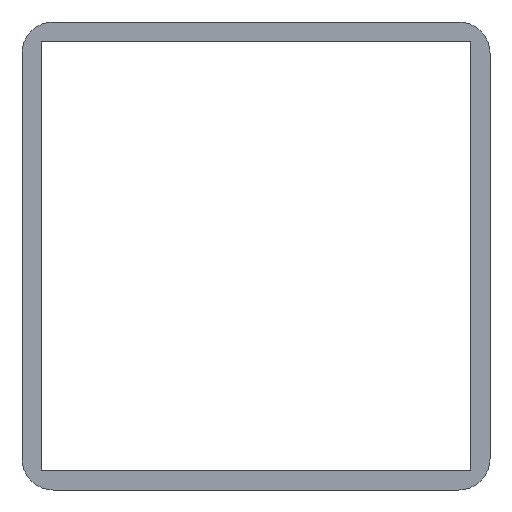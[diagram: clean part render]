
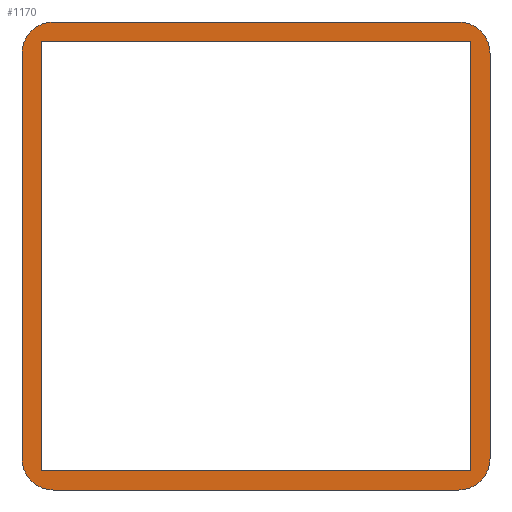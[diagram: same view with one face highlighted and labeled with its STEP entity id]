
A CAD part, front view. The second image highlights one B-rep face of the part: STEP entity #1170.
In plain terms, the highlighted planar face has unit normal (0, -1, 0).
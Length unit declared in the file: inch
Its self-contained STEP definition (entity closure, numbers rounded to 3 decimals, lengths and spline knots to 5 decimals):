
#16=FACE_BOUND('',#196,.T.);
#98=PLANE('',#1306);
#140=FACE_OUTER_BOUND('',#195,.T.);
#195=EDGE_LOOP('',(#921,#922,#923,#924,#925,#926,#927,#928));
#196=EDGE_LOOP('',(#929,#930,#931,#932));
#337=LINE('',#1924,#405);
#338=LINE('',#1928,#406);
#339=LINE('',#1932,#407);
#340=LINE('',#1935,#408);
#341=LINE('',#1938,#409);
#342=LINE('',#1940,#410);
#343=LINE('',#1942,#411);
#344=LINE('',#1943,#412);
#405=VECTOR('',#1595,0.3937);
#406=VECTOR('',#1598,0.3937);
#407=VECTOR('',#1601,0.3937);
#408=VECTOR('',#1604,0.3937);
#409=VECTOR('',#1605,0.3937);
#410=VECTOR('',#1606,0.3937);
#411=VECTOR('',#1607,0.3937);
#412=VECTOR('',#1608,0.3937);
#501=CIRCLE('',#1307,0.2);
#502=CIRCLE('',#1308,0.2);
#503=CIRCLE('',#1309,0.2);
#504=CIRCLE('',#1310,0.2);
#597=VERTEX_POINT('',#1920);
#598=VERTEX_POINT('',#1921);
#599=VERTEX_POINT('',#1923);
#600=VERTEX_POINT('',#1925);
#601=VERTEX_POINT('',#1927);
#602=VERTEX_POINT('',#1929);
#603=VERTEX_POINT('',#1931);
#604=VERTEX_POINT('',#1933);
#605=VERTEX_POINT('',#1936);
#606=VERTEX_POINT('',#1937);
#607=VERTEX_POINT('',#1939);
#608=VERTEX_POINT('',#1941);
#733=EDGE_CURVE('',#597,#598,#501,.T.);
#734=EDGE_CURVE('',#597,#599,#337,.T.);
#735=EDGE_CURVE('',#600,#599,#502,.T.);
#736=EDGE_CURVE('',#600,#601,#338,.T.);
#737=EDGE_CURVE('',#602,#601,#503,.T.);
#738=EDGE_CURVE('',#602,#603,#339,.T.);
#739=EDGE_CURVE('',#604,#603,#504,.T.);
#740=EDGE_CURVE('',#604,#598,#340,.T.);
#741=EDGE_CURVE('',#605,#606,#341,.T.);
#742=EDGE_CURVE('',#606,#607,#342,.T.);
#743=EDGE_CURVE('',#607,#608,#343,.T.);
#744=EDGE_CURVE('',#608,#605,#344,.T.);
#921=ORIENTED_EDGE('',*,*,#733,.F.);
#922=ORIENTED_EDGE('',*,*,#734,.T.);
#923=ORIENTED_EDGE('',*,*,#735,.F.);
#924=ORIENTED_EDGE('',*,*,#736,.T.);
#925=ORIENTED_EDGE('',*,*,#737,.F.);
#926=ORIENTED_EDGE('',*,*,#738,.T.);
#927=ORIENTED_EDGE('',*,*,#739,.F.);
#928=ORIENTED_EDGE('',*,*,#740,.T.);
#929=ORIENTED_EDGE('',*,*,#741,.T.);
#930=ORIENTED_EDGE('',*,*,#742,.T.);
#931=ORIENTED_EDGE('',*,*,#743,.T.);
#932=ORIENTED_EDGE('',*,*,#744,.T.);
#1170=ADVANCED_FACE('',(#140,#16),#98,.T.);
#1306=AXIS2_PLACEMENT_3D('',#1919,#1591,#1592);
#1307=AXIS2_PLACEMENT_3D('',#1922,#1593,#1594);
#1308=AXIS2_PLACEMENT_3D('',#1926,#1596,#1597);
#1309=AXIS2_PLACEMENT_3D('',#1930,#1599,#1600);
#1310=AXIS2_PLACEMENT_3D('',#1934,#1602,#1603);
#1591=DIRECTION('center_axis',(0.,-1.,0.));
#1592=DIRECTION('ref_axis',(0.,0.,-1.));
#1593=DIRECTION('center_axis',(0.,1.,0.));
#1594=DIRECTION('ref_axis',(-0.707,0.,-0.707));
#1595=DIRECTION('',(1.,0.,0.));
#1596=DIRECTION('center_axis',(0.,1.,0.));
#1597=DIRECTION('ref_axis',(0.707,0.,-0.707));
#1598=DIRECTION('',(0.,0.,1.));
#1599=DIRECTION('center_axis',(0.,1.,0.));
#1600=DIRECTION('ref_axis',(0.707,0.,0.707));
#1601=DIRECTION('',(-1.,0.,0.));
#1602=DIRECTION('center_axis',(0.,1.,0.));
#1603=DIRECTION('ref_axis',(-0.707,0.,0.707));
#1604=DIRECTION('',(0.,0.,-1.));
#1605=DIRECTION('',(1.,0.,0.));
#1606=DIRECTION('',(0.,0.,-1.));
#1607=DIRECTION('',(-1.,0.,0.));
#1608=DIRECTION('',(0.,0.,1.));
#1919=CARTESIAN_POINT('Origin',(1.4315,-30.04474,1.5));
#1920=CARTESIAN_POINT('',(0.1315,-30.04474,0.));
#1921=CARTESIAN_POINT('',(-0.0685,-30.04474,0.2));
#1922=CARTESIAN_POINT('Origin',(0.1315,-30.04474,0.2));
#1923=CARTESIAN_POINT('',(2.7315,-30.04474,0.));
#1924=CARTESIAN_POINT('',(-0.0685,-30.04474,0.));
#1925=CARTESIAN_POINT('',(2.9315,-30.04474,0.2));
#1926=CARTESIAN_POINT('Origin',(2.7315,-30.04474,0.2));
#1927=CARTESIAN_POINT('',(2.9315,-30.04474,2.8));
#1928=CARTESIAN_POINT('',(2.9315,-30.04474,0.));
#1929=CARTESIAN_POINT('',(2.7315,-30.04474,3.));
#1930=CARTESIAN_POINT('Origin',(2.7315,-30.04474,2.8));
#1931=CARTESIAN_POINT('',(0.1315,-30.04474,3.));
#1932=CARTESIAN_POINT('',(2.9315,-30.04474,3.));
#1933=CARTESIAN_POINT('',(-0.0685,-30.04474,2.8));
#1934=CARTESIAN_POINT('Origin',(0.1315,-30.04474,2.8));
#1935=CARTESIAN_POINT('',(-0.0685,-30.04474,3.));
#1936=CARTESIAN_POINT('',(0.0565,-30.04474,2.875));
#1937=CARTESIAN_POINT('',(2.8065,-30.04474,2.875));
#1938=CARTESIAN_POINT('',(2.8065,-30.04474,2.875));
#1939=CARTESIAN_POINT('',(2.8065,-30.04474,0.125));
#1940=CARTESIAN_POINT('',(2.8065,-30.04474,0.125));
#1941=CARTESIAN_POINT('',(0.0565,-30.04474,0.125));
#1942=CARTESIAN_POINT('',(0.0565,-30.04474,0.125));
#1943=CARTESIAN_POINT('',(0.0565,-30.04474,2.875));
